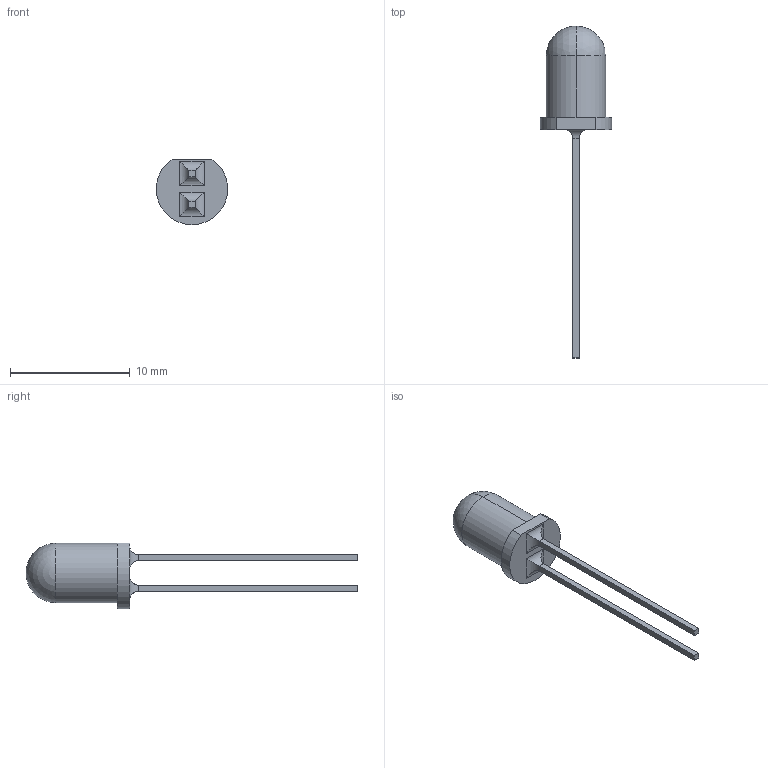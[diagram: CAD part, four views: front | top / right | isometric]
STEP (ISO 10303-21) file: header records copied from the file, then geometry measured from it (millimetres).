
FILE_DESCRIPTION (( 'STEP AP214' ), '1' );
FILE_NAME ('OP599A.STEP', '2019-12-04T16:28:26', ( '' ), ( '' ), 'SwSTEP 2.0', 'SolidWorks 2018', '' );
FILE_SCHEMA (( 'AUTOMOTIVE_DESIGN' ));
Length unit declared in the file: inch
Products named in the file (1): OP599A
Bounding box: 5.96 x 27.69 x 5.46 mm (x, y, z)
Volume: 168.9 mm3; surface area: 248.6 mm2
Topology: 1 solids, 1 shells, 26 faces, 59 edges, 35 vertices
Faces by surface type: plane 13, cylinder 11, sphere 2
Entity records: 1057 total; most frequent: CARTESIAN_POINT 139, ORIENTED_EDGE 110, DIRECTION 109, EDGE_CURVE 55, VECTOR 39, LINE 39, AXIS2_PLACEMENT_3D 35, VERTEX_POINT 33
